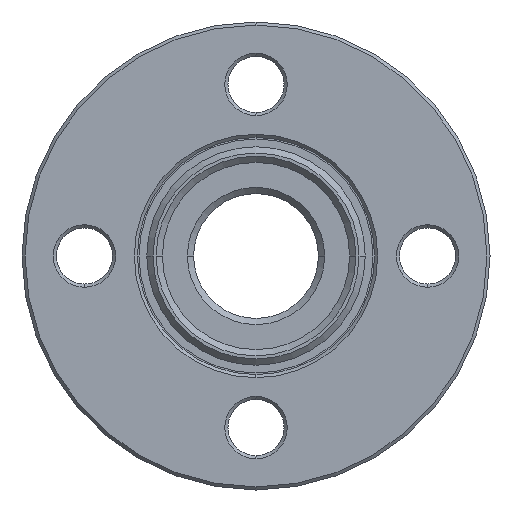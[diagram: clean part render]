
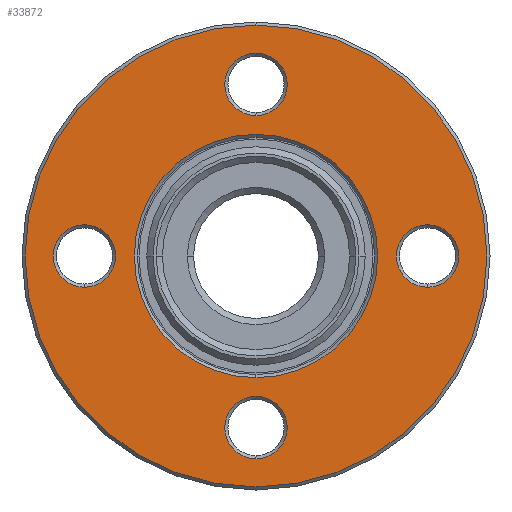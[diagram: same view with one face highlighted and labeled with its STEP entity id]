
A CAD part, left-side view. The second image highlights one B-rep face of the part: STEP entity #33872.
In plain terms, the highlighted planar face has unit normal (-1, 0, 0).
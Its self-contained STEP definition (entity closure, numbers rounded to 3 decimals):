
#233 = FACE_OUTER_BOUND ( 'NONE', #21604, .T. ) ;
#409 = EDGE_CURVE ( 'NONE', #12026, #28304, #12290, .T. ) ;
#617 = CARTESIAN_POINT ( 'NONE',  ( -68., 0., 39. ) ) ;
#1644 = CIRCLE ( 'NONE', #3474, 10. ) ;
#1684 = DIRECTION ( 'NONE',  ( 1., 0., 0. ) ) ;
#2067 = CARTESIAN_POINT ( 'NONE',  ( -68., 55., 0. ) ) ;
#2264 = AXIS2_PLACEMENT_3D ( 'NONE', #31174, #5318, #31930 ) ;
#2420 = CARTESIAN_POINT ( 'NONE',  ( -68., 0., 65. ) ) ;
#2483 = DIRECTION ( 'NONE',  ( 0., 0., 1. ) ) ;
#2499 = DIRECTION ( 'NONE',  ( 1., 0., 0. ) ) ;
#2613 = EDGE_CURVE ( 'NONE', #8470, #9619, #1644, .T. ) ;
#3474 = AXIS2_PLACEMENT_3D ( 'NONE', #21913, #10941, #22467 ) ;
#3512 = EDGE_CURVE ( 'NONE', #33633, #15592, #33658, .T. ) ;
#4047 = CARTESIAN_POINT ( 'NONE',  ( -68., 0., 0. ) ) ;
#4232 = DIRECTION ( 'NONE',  ( 0., 0., 1. ) ) ;
#4843 = EDGE_CURVE ( 'NONE', #9806, #17443, #27623, .T. ) ;
#4960 = CARTESIAN_POINT ( 'NONE',  ( -68., 0., 0. ) ) ;
#5217 = VERTEX_POINT ( 'NONE', #22713 ) ;
#5307 = ORIENTED_EDGE ( 'NONE', *, *, #20405, .T. ) ;
#5318 = DIRECTION ( 'NONE',  ( 1., 0., 0. ) ) ;
#5891 = FACE_BOUND ( 'NONE', #19569, .T. ) ;
#6079 = DIRECTION ( 'NONE',  ( -1., 0., 0. ) ) ;
#6153 = CARTESIAN_POINT ( 'NONE',  ( -68., -55., -10. ) ) ;
#6541 = AXIS2_PLACEMENT_3D ( 'NONE', #36397, #22049, #34124 ) ;
#7169 = CARTESIAN_POINT ( 'NONE',  ( -68., 0., 45. ) ) ;
#8360 = CARTESIAN_POINT ( 'NONE',  ( -68., 0., 74. ) ) ;
#8402 = CIRCLE ( 'NONE', #15000, 39. ) ;
#8470 = VERTEX_POINT ( 'NONE', #37284 ) ;
#9375 = DIRECTION ( 'NONE',  ( -1., 0., 0. ) ) ;
#9619 = VERTEX_POINT ( 'NONE', #19870 ) ;
#9806 = VERTEX_POINT ( 'NONE', #8360 ) ;
#10578 = DIRECTION ( 'NONE',  ( 1., 0., 0. ) ) ;
#10619 = DIRECTION ( 'NONE',  ( 1., 0., 0. ) ) ;
#10737 = AXIS2_PLACEMENT_3D ( 'NONE', #27430, #17204, #11146 ) ;
#10923 = ORIENTED_EDGE ( 'NONE', *, *, #24632, .T. ) ;
#10941 = DIRECTION ( 'NONE',  ( 1., 0., 0. ) ) ;
#11146 = DIRECTION ( 'NONE',  ( 0., 0., 1. ) ) ;
#11345 = CARTESIAN_POINT ( 'NONE',  ( -68., -75., 0. ) ) ;
#11353 = AXIS2_PLACEMENT_3D ( 'NONE', #4047, #32932, #4232 ) ;
#11556 = CARTESIAN_POINT ( 'NONE',  ( -68., 0., 0. ) ) ;
#11647 = DIRECTION ( 'NONE',  ( 1., 0., 0. ) ) ;
#11800 = VERTEX_POINT ( 'NONE', #6153 ) ;
#11825 = DIRECTION ( 'NONE',  ( 0., 0., 1. ) ) ;
#11874 = CARTESIAN_POINT ( 'NONE',  ( -68., 0., -74. ) ) ;
#12026 = VERTEX_POINT ( 'NONE', #7169 ) ;
#12120 = AXIS2_PLACEMENT_3D ( 'NONE', #2067, #10578, #22101 ) ;
#12290 = CIRCLE ( 'NONE', #21959, 10. ) ;
#13673 = CARTESIAN_POINT ( 'NONE',  ( -68., 0., -65. ) ) ;
#14328 = CIRCLE ( 'NONE', #29992, 74. ) ;
#14775 = CARTESIAN_POINT ( 'NONE',  ( -68., 0., -39. ) ) ;
#15000 = AXIS2_PLACEMENT_3D ( 'NONE', #11556, #2499, #34235 ) ;
#15592 = VERTEX_POINT ( 'NONE', #14775 ) ;
#16282 = DIRECTION ( 'NONE',  ( 0., 0., 1. ) ) ;
#16844 = EDGE_CURVE ( 'NONE', #28304, #12026, #36595, .T. ) ;
#16987 = ORIENTED_EDGE ( 'NONE', *, *, #18893, .T. ) ;
#17204 = DIRECTION ( 'NONE',  ( 1., 0., 0. ) ) ;
#17443 = VERTEX_POINT ( 'NONE', #11874 ) ;
#17927 = CARTESIAN_POINT ( 'NONE',  ( -68., -55., 10. ) ) ;
#17945 = AXIS2_PLACEMENT_3D ( 'NONE', #30198, #1684, #27167 ) ;
#18217 = EDGE_CURVE ( 'NONE', #31700, #11800, #33035, .T. ) ;
#18505 = AXIS2_PLACEMENT_3D ( 'NONE', #28172, #10619, #16282 ) ;
#18893 = EDGE_CURVE ( 'NONE', #5217, #35728, #19777, .T. ) ;
#19528 = EDGE_LOOP ( 'NONE', ( #34475, #28423 ) ) ;
#19569 = EDGE_LOOP ( 'NONE', ( #26472, #23293 ) ) ;
#19777 = CIRCLE ( 'NONE', #2264, 10. ) ;
#19860 = FACE_BOUND ( 'NONE', #31038, .T. ) ;
#19870 = CARTESIAN_POINT ( 'NONE',  ( -68., 55., -10. ) ) ;
#19898 = EDGE_LOOP ( 'NONE', ( #16987, #5307 ) ) ;
#20050 = EDGE_CURVE ( 'NONE', #11800, #31700, #24611, .T. ) ;
#20180 = EDGE_LOOP ( 'NONE', ( #32634, #10923 ) ) ;
#20242 = PLANE ( 'NONE',  #27256 ) ;
#20405 = EDGE_CURVE ( 'NONE', #35728, #5217, #28165, .T. ) ;
#21604 = EDGE_LOOP ( 'NONE', ( #35291, #37310 ) ) ;
#21634 = EDGE_CURVE ( 'NONE', #17443, #9806, #14328, .T. ) ;
#21913 = CARTESIAN_POINT ( 'NONE',  ( -68., 55., 0. ) ) ;
#21959 = AXIS2_PLACEMENT_3D ( 'NONE', #32229, #11647, #11825 ) ;
#22049 = DIRECTION ( 'NONE',  ( 1., 0., 0. ) ) ;
#22101 = DIRECTION ( 'NONE',  ( 0., 0., 1. ) ) ;
#22467 = DIRECTION ( 'NONE',  ( 0., 0., 1. ) ) ;
#22509 = FACE_BOUND ( 'NONE', #19898, .T. ) ;
#22713 = CARTESIAN_POINT ( 'NONE',  ( -68., 0., -45. ) ) ;
#22797 = AXIS2_PLACEMENT_3D ( 'NONE', #4960, #25340, #2483 ) ;
#23293 = ORIENTED_EDGE ( 'NONE', *, *, #20050, .T. ) ;
#24611 = CIRCLE ( 'NONE', #6541, 10. ) ;
#24632 = EDGE_CURVE ( 'NONE', #15592, #33633, #8402, .T. ) ;
#25340 = DIRECTION ( 'NONE',  ( 1., 0., 0. ) ) ;
#26472 = ORIENTED_EDGE ( 'NONE', *, *, #18217, .T. ) ;
#27167 = DIRECTION ( 'NONE',  ( 0., 0., 1. ) ) ;
#27256 = AXIS2_PLACEMENT_3D ( 'NONE', #11345, #6079, #34781 ) ;
#27272 = ORIENTED_EDGE ( 'NONE', *, *, #31568, .T. ) ;
#27430 = CARTESIAN_POINT ( 'NONE',  ( -68., -55., 0. ) ) ;
#27623 = CIRCLE ( 'NONE', #11353, 74. ) ;
#28165 = CIRCLE ( 'NONE', #17945, 10. ) ;
#28172 = CARTESIAN_POINT ( 'NONE',  ( -68., 0., 55. ) ) ;
#28304 = VERTEX_POINT ( 'NONE', #2420 ) ;
#28403 = CIRCLE ( 'NONE', #12120, 10. ) ;
#28423 = ORIENTED_EDGE ( 'NONE', *, *, #409, .T. ) ;
#28715 = FACE_BOUND ( 'NONE', #19528, .T. ) ;
#29203 = CARTESIAN_POINT ( 'NONE',  ( -68., 0., 0. ) ) ;
#29992 = AXIS2_PLACEMENT_3D ( 'NONE', #29203, #9375, #35421 ) ;
#30198 = CARTESIAN_POINT ( 'NONE',  ( -68., 0., -55. ) ) ;
#31038 = EDGE_LOOP ( 'NONE', ( #35394, #27272 ) ) ;
#31174 = CARTESIAN_POINT ( 'NONE',  ( -68., 0., -55. ) ) ;
#31568 = EDGE_CURVE ( 'NONE', #9619, #8470, #28403, .T. ) ;
#31700 = VERTEX_POINT ( 'NONE', #17927 ) ;
#31930 = DIRECTION ( 'NONE',  ( 0., 0., 1. ) ) ;
#32229 = CARTESIAN_POINT ( 'NONE',  ( -68., 0., 55. ) ) ;
#32634 = ORIENTED_EDGE ( 'NONE', *, *, #3512, .T. ) ;
#32932 = DIRECTION ( 'NONE',  ( -1., 0., 0. ) ) ;
#33035 = CIRCLE ( 'NONE', #10737, 10. ) ;
#33633 = VERTEX_POINT ( 'NONE', #617 ) ;
#33658 = CIRCLE ( 'NONE', #22797, 39. ) ;
#33872 = ADVANCED_FACE ( 'NONE', ( #19860, #28715, #5891, #22509, #36856, #233 ), #20242, .T. ) ;
#34124 = DIRECTION ( 'NONE',  ( 0., 0., 1. ) ) ;
#34235 = DIRECTION ( 'NONE',  ( 0., 0., 1. ) ) ;
#34475 = ORIENTED_EDGE ( 'NONE', *, *, #16844, .T. ) ;
#34781 = DIRECTION ( 'NONE',  ( 0., 1., 0. ) ) ;
#35291 = ORIENTED_EDGE ( 'NONE', *, *, #21634, .T. ) ;
#35394 = ORIENTED_EDGE ( 'NONE', *, *, #2613, .T. ) ;
#35421 = DIRECTION ( 'NONE',  ( 0., 0., 1. ) ) ;
#35728 = VERTEX_POINT ( 'NONE', #13673 ) ;
#36397 = CARTESIAN_POINT ( 'NONE',  ( -68., -55., 0. ) ) ;
#36595 = CIRCLE ( 'NONE', #18505, 10. ) ;
#36856 = FACE_BOUND ( 'NONE', #20180, .T. ) ;
#37284 = CARTESIAN_POINT ( 'NONE',  ( -68., 55., 10. ) ) ;
#37310 = ORIENTED_EDGE ( 'NONE', *, *, #4843, .T. ) ;
